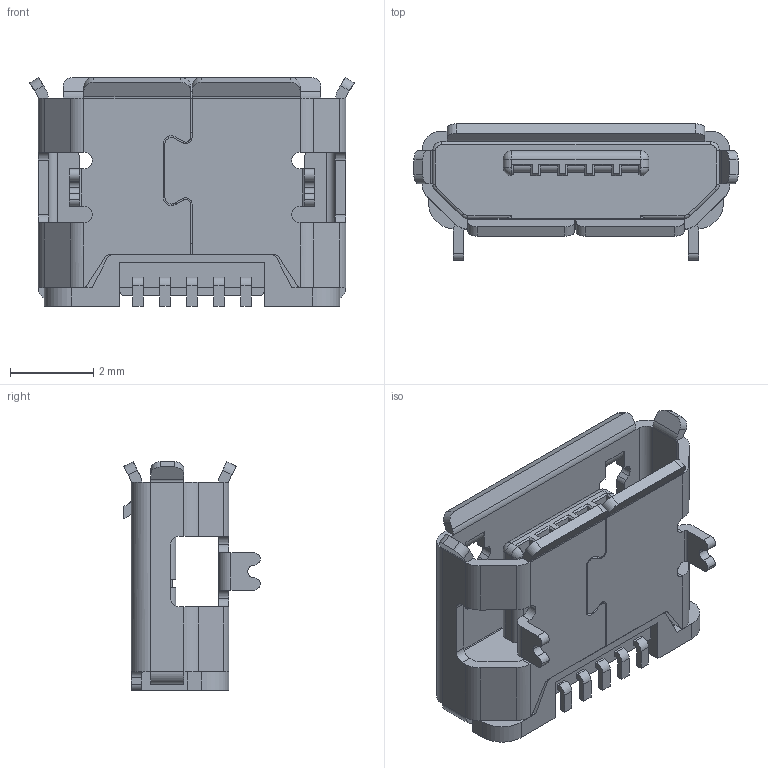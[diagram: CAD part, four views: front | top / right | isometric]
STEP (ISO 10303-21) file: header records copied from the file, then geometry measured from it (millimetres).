
FILE_DESCRIPTION(('HOOPS Exchange Step'),'2;1');
FILE_NAME('temp_export','2022-12-09T10:38:38+08:00',('30abd'),('Shapr3D Limited'),'HOOPS Exchange 2022.0','Shapr3D','Authorized');
FILE_SCHEMA( ('AUTOMOTIVE_DESIGN { 1 0 10303 214 1 1 1 1 }') );
Length unit declared in the file: millimetre
Products named in the file (3): USB3080-30-00-A; temp_import.STEP; root
Assembly tree (2 placements, depth 3):
  root
    temp_import.STEP
      USB3080-30-00-A
Bounding box: 7.8 x 3.27 x 5.5 mm (x, y, z)
Volume: 39.1 mm3; surface area: 275.5 mm2
Topology: 12 solids, 12 shells, 514 faces, 1395 edges, 884 vertices
Faces by surface type: plane 329, cylinder 169, sphere 8, torus 6, cone 2
Entity records: 16112 total; most frequent: CARTESIAN_POINT 2842, ORIENTED_EDGE 2774, DIRECTION 2753, EDGE_CURVE 1387, VECTOR 1035, LINE 1035, VERTEX_POINT 884, AXIS2_PLACEMENT_3D 859
